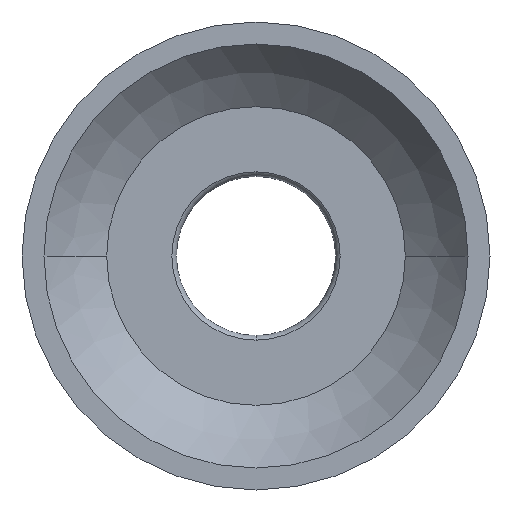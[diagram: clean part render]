
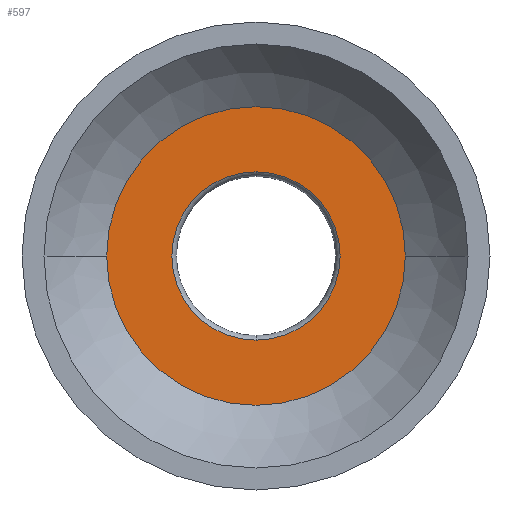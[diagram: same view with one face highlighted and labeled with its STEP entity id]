
A CAD part, front view. The second image highlights one B-rep face of the part: STEP entity #597.
In plain terms, the highlighted planar face has unit normal (0, -1, 0).
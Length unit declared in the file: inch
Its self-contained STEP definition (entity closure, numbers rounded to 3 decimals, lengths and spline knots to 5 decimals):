
#192=CARTESIAN_POINT('',(0.,0.315,0.));
#193=DIRECTION('',(0.,1.,0.));
#194=DIRECTION('',(1.,0.,0.));
#195=AXIS2_PLACEMENT_3D('',#192,#193,#194);
#197=CARTESIAN_POINT('',(0.,0.315,0.));
#198=DIRECTION('',(0.,-1.,0.));
#199=DIRECTION('',(1.,0.,0.));
#200=AXIS2_PLACEMENT_3D('',#197,#198,#199);
#202=CARTESIAN_POINT('',(0.,0.315,0.));
#203=DIRECTION('',(0.,-1.,0.));
#204=DIRECTION('',(1.,0.,0.));
#205=AXIS2_PLACEMENT_3D('',#202,#203,#204);
#217=CARTESIAN_POINT('',(0.,0.315,0.));
#218=DIRECTION('',(0.,1.,0.));
#219=DIRECTION('',(1.,0.,0.));
#220=AXIS2_PLACEMENT_3D('',#217,#218,#219);
#253=CARTESIAN_POINT('',(0.4225,0.315,0.));
#255=VERTEX_POINT('',#253);
#277=CARTESIAN_POINT('',(-0.4225,0.315,0.));
#279=VERTEX_POINT('',#277);
#284=CARTESIAN_POINT('',(0.75,0.315,0.));
#286=VERTEX_POINT('',#284);
#288=CARTESIAN_POINT('',(-0.75,0.315,0.));
#290=VERTEX_POINT('',#288);
#582=CARTESIAN_POINT('',(0.,0.315,0.));
#583=DIRECTION('',(0.,-1.,0.));
#584=DIRECTION('',(-1.,0.,0.));
#585=AXIS2_PLACEMENT_3D('',#582,#583,#584);
#586=PLANE('',#585);
#588=ORIENTED_EDGE('',*,*,#587,.F.);
#590=ORIENTED_EDGE('',*,*,#589,.T.);
#591=EDGE_LOOP('',(#588,#590));
#592=FACE_OUTER_BOUND('',#591,.F.);
#593=ORIENTED_EDGE('',*,*,#575,.F.);
#594=ORIENTED_EDGE('',*,*,#564,.T.);
#595=EDGE_LOOP('',(#593,#594));
#596=FACE_BOUND('',#595,.F.);
#597=ADVANCED_FACE('',(#592,#596),#586,.T.);
#196=CIRCLE('',#195,0.4225);
#201=CIRCLE('',#200,0.4225);
#206=CIRCLE('',#205,0.75);
#221=CIRCLE('',#220,0.75);
#564=EDGE_CURVE('',#255,#279,#201,.T.);
#575=EDGE_CURVE('',#255,#279,#196,.T.);
#587=EDGE_CURVE('',#286,#290,#206,.T.);
#589=EDGE_CURVE('',#286,#290,#221,.T.);
